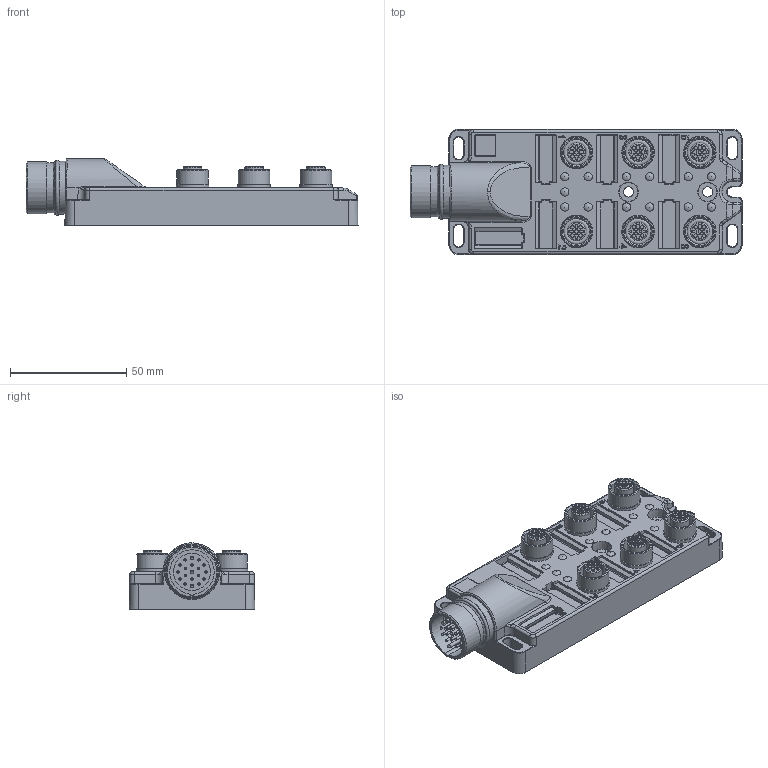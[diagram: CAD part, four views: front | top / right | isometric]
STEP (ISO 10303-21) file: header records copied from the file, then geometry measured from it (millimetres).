
FILE_DESCRIPTION(/* description */ (''),/* implementation_level */ '2;1');
FILE_NAME(/* name */ '5016097_6IOM12-5P3F_stp.stp',/* time_stamp */ '2017-01-26T15:14:22+01:00',/* author */ (''),/* organization */ (''),/* preprocessor_version */ 'ST-DEVELOPER v16',/* originating_system */ 'SIEMENS PLM Software NX 10.0',/* authorisation */ '');
FILE_SCHEMA (('AUTOMOTIVE_DESIGN { 1 0 10303 214 3 1 1 1 }'));
Length unit declared in the file: millimetre
Products named in the file (1): 8045892_BG_6xM12-F
Bounding box: 142.72 x 53.96 x 28.5 mm (x, y, z)
Volume: 39 mm3; surface area: 29839.6 mm2
Topology: 8 solids, 9 shells, 1193 faces, 2904 edges, 1834 vertices
Faces by surface type: cylinder 514, plane 376, bspline 192, cone 41, torus 34, extrusion 19, sphere 17
Full cylindrical faces by diameter (mm): 0.999 x16, 1 x16, 1.5 x33, 11.1 x6, 13.6 x6, 14 x6, 15.9 x1, 20 x1, 21 x2, 21.5 x1, 22.35 x1, 22.8 x2
Entity records: 42068 total; most frequent: CARTESIAN_POINT 16506, ORIENTED_EDGE 5274, DIRECTION 4998, EDGE_CURVE 2637, AXIS2_PLACEMENT_3D 1931, VERTEX_POINT 1748, EDGE_LOOP 1503, ADVANCED_FACE 1193
